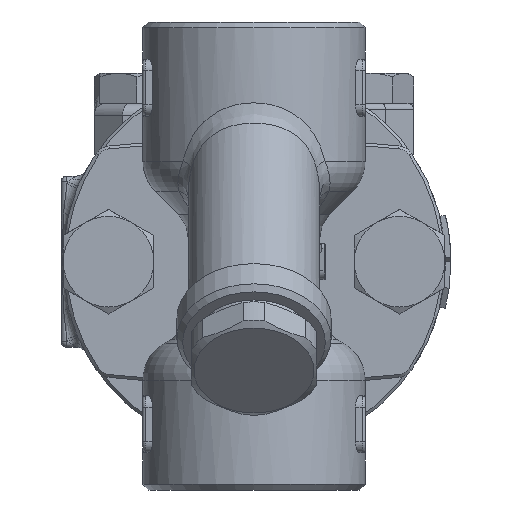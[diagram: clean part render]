
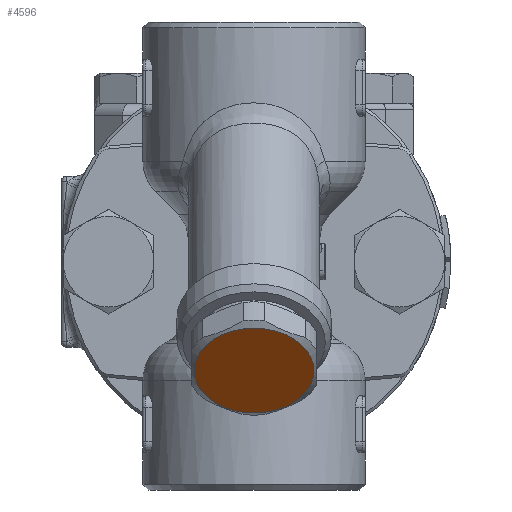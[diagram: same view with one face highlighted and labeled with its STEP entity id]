
A CAD part, left-side view. The second image highlights one B-rep face of the part: STEP entity #4596.
In plain terms, the highlighted planar face has unit normal (-0.707, 0, -0.707).
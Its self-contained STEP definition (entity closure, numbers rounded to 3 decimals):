
#4063=CARTESIAN_POINT('',(-133.708,0.0,-27.159));
#4064=VERTEX_POINT('',#4063);
#4065=CARTESIAN_POINT('',(-126.283,0.0,-34.583));
#4066=DIRECTION('',(-0.707,0.,-0.707));
#4067=DIRECTION('',(-0.707,0.0,0.707));
#4068=AXIS2_PLACEMENT_3D('',#4065,#4066,#4067);
#4069=CIRCLE('',#4068,10.5);
#4070=EDGE_CURVE('',#4064,#4064,#4069,.T.);
#4588=CARTESIAN_POINT('',(-126.283,0.,-34.583));
#4589=DIRECTION('',(0.707,0.,0.707));
#4590=DIRECTION('',(0.707,0.0,-0.707));
#4591=AXIS2_PLACEMENT_3D('',#4588,#4589,#4590);
#4592=PLANE('',#4591);
#4593=ORIENTED_EDGE('',*,*,#4070,.T.);
#4594=EDGE_LOOP('',(#4593));
#4595=FACE_OUTER_BOUND('',#4594,.T.);
#4596=ADVANCED_FACE('',(#4595),#4592,.F.);
